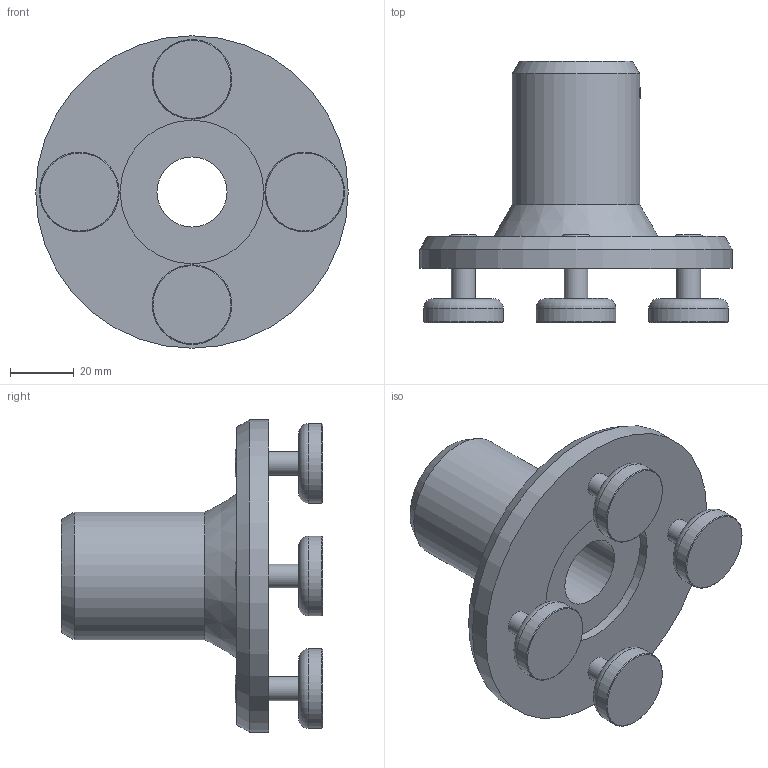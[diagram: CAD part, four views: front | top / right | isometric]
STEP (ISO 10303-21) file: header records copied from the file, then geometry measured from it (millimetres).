
FILE_DESCRIPTION(/* description */ ('SBT-MMF-30'),/* implementation_level */ '2;1');
FILE_NAME(/* name */ 'SBT-MMF-M30.stp',/* time_stamp */ '2025-08-12T14:25:58+02:00',/* author */ ('sa'),/* organization */ ('di-soric GmbH & Co. KG'),/* preprocessor_version */ 'ST-DEVELOPER v20',/* originating_system */ 'Autodesk Inventor 2025',/* authorisation */ '');
FILE_SCHEMA (('AUTOMOTIVE_DESIGN { 1 0 10303 214 3 1 1 }'));
Length unit declared in the file: millimetre
Products named in the file (6): 215460; 550.0564.321; Magnete; DIN 912 - M5 x 12; DIN 433 - 5,3; DIN 916 - M5  x  5
Assembly tree (14 placements, depth 2):
  215460
    550.0564.321
    Magnete  x4
    DIN 912 - M5 x 12  x4
    DIN 433 - 5,3  x4
    DIN 916 - M5  x  5
Bounding box: 98 x 82 x 98 mm (x, y, z)
Volume: 124906 mm3; surface area: 39196.4 mm2
Topology: 14 solids, 14 shells, 156 faces, 325 edges, 209 vertices
Faces by surface type: plane 78, cylinder 43, cone 23, torus 12
Full cylindrical faces by diameter (mm): 4.134 x5, 5 x5, 5.3 x4, 5.5 x4, 7.5 x4, 8.5 x4, 9 x4, 13 x4, 22 x1, 25 x4, 28.16 x1, 40 x1, 45 x1, 98 x1
Entity records: 2310 total; most frequent: CARTESIAN_POINT 418, DIRECTION 389, ORIENTED_EDGE 294, AXIS2_PLACEMENT_3D 162, EDGE_CURVE 147, EDGE_LOOP 96, VERTEX_POINT 95, FACE_OUTER_BOUND 72
